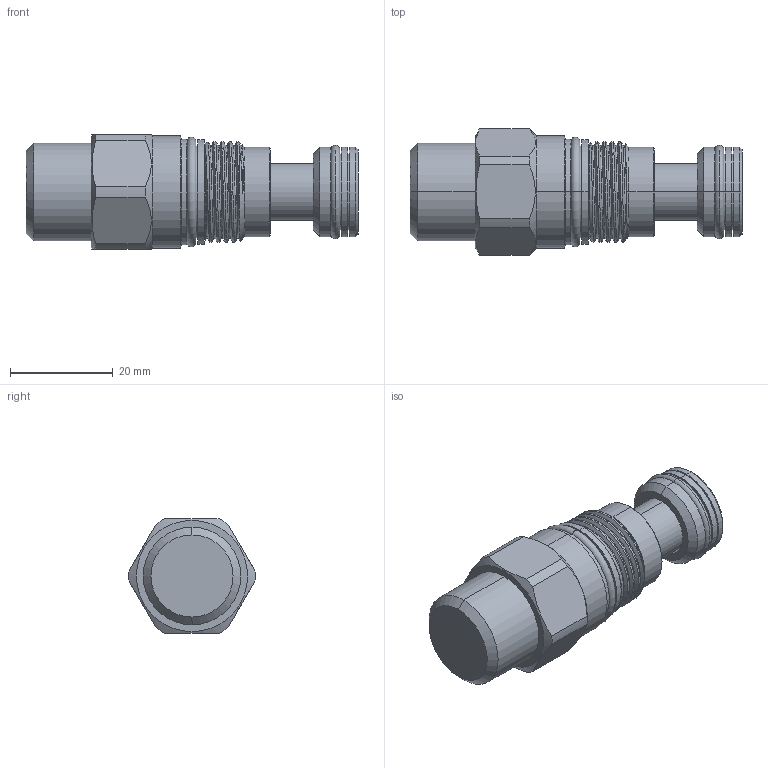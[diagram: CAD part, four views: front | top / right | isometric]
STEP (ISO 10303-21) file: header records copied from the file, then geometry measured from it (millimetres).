
FILE_DESCRIPTION (( 'STEP AP203' ), '1' );
FILE_NAME ('FL13A20-N.STEP', '2020-03-19T03:32:34', ( '' ), ( '' ), 'SwSTEP 2.0', 'SolidWorks 2018', '' );
FILE_SCHEMA (( 'CONFIG_CONTROL_DESIGN' ));
Length unit declared in the file: millimetre
Products named in the file (1): FL13A20-N
Bounding box: 64.67 x 24.59 x 22.22 mm (x, y, z)
Volume: 15421.7 mm3; surface area: 10309.5 mm2
Topology: 3 solids, 3 shells, 113 faces, 251 edges, 158 vertices
Faces by surface type: cylinder 55, plane 26, cone 19, torus 10, bspline 3
Entity records: 4817 total; most frequent: CARTESIAN_POINT 2235, DIRECTION 554, ORIENTED_EDGE 502, EDGE_CURVE 251, AXIS2_PLACEMENT_3D 238, VERTEX_POINT 158, EDGE_LOOP 131, CIRCLE 127
